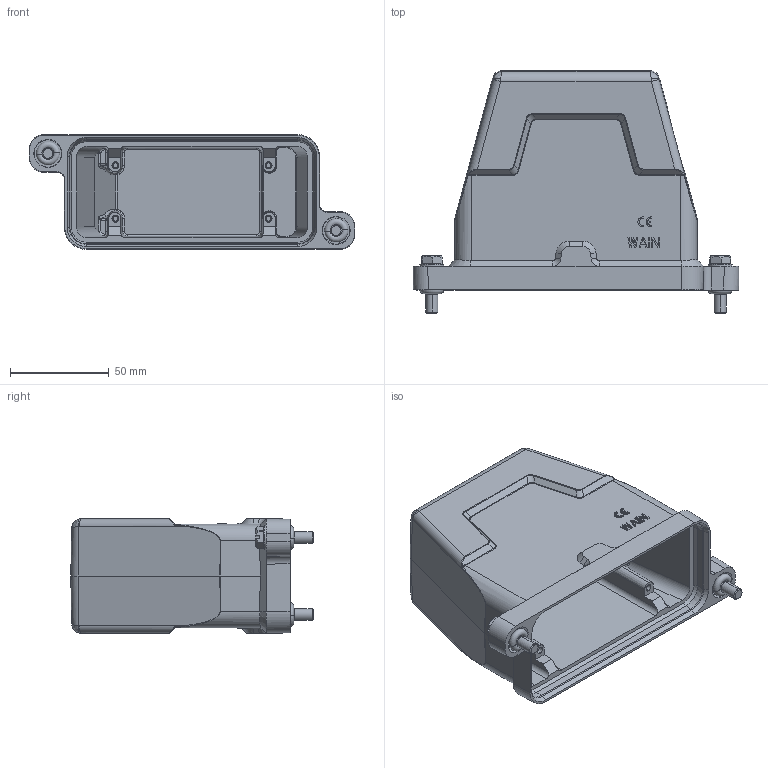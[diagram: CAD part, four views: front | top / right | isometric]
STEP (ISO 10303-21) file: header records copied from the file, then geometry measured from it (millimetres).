
FILE_DESCRIPTION(/* description */ (''),/* implementation_level */ '2;1');
FILE_NAME(/* name */ '3D_1136165205004_HP16B_H-SEH-2S-M32_V1.1.STP',/* time_stamp */ '2024-02-03T11:32:16+08:00',/* author */ (''),/* organization */ (''),/* preprocessor_version */ 'ST-DEVELOPER v18.1',/* originating_system */ 'SIEMENS PLM Software NX 1980',/* authorisation */ '');
FILE_SCHEMA (('AUTOMOTIVE_DESIGN { 1 0 10303 214 3 1 1 }','MODEL_BASED_INTEGRATED_MANUFACTURING_SCHEMA','AP242_MANAGED_MODEL_BASED_3D_ENGINEERING_MIM_LF { 1 0 10303 442 1 1 4 }'));
Length unit declared in the file: millimetre
Products named in the file (1): temp
Bounding box: 165 x 122.7 x 58 mm (x, y, z)
Volume: 217261.6 mm3; surface area: 83865.8 mm2
Topology: 3 solids, 3 shells, 526 faces, 1341 edges, 852 vertices
Faces by surface type: plane 233, cylinder 130, cone 74, torus 45, bspline 37, sphere 6, revolution 1
Entity records: 19936 total; most frequent: CARTESIAN_POINT 8365, ORIENTED_EDGE 2682, DIRECTION 1898, EDGE_CURVE 1341, VERTEX_POINT 852, LINE 633, VECTOR 633, AXIS2_PLACEMENT_3D 632
